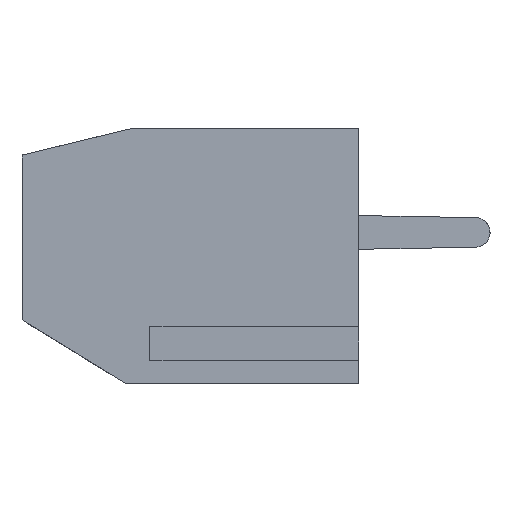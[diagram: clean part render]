
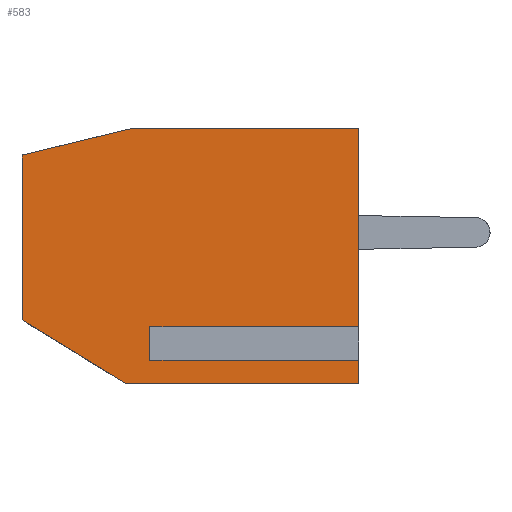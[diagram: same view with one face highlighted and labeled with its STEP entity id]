
A CAD part, left-side view. The second image highlights one B-rep face of the part: STEP entity #583.
In plain terms, the highlighted planar face has unit normal (-1, 0, 0).
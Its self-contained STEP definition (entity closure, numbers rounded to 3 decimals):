
#219 = CARTESIAN_POINT ( 'NONE',  ( 0., 0., 1.482 ) ) ;
#234 = EDGE_CURVE ( 'NONE', #27100, #17463, #2564, .T. ) ;
#583 = ADVANCED_FACE ( 'NONE', ( #11004 ), #11141, .F. ) ;
#655 = EDGE_CURVE ( 'NONE', #15438, #21541, #22293, .T. ) ;
#935 = CARTESIAN_POINT ( 'NONE',  ( 0., 10., 0. ) ) ;
#982 = LINE ( 'NONE', #26313, #24922 ) ;
#1300 = AXIS2_PLACEMENT_3D ( 'NONE', #6517, #13153, #14964 ) ;
#1328 = LINE ( 'NONE', #24569, #26191 ) ;
#1973 = ORIENTED_EDGE ( 'NONE', *, *, #15903, .T. ) ;
#2022 = ORIENTED_EDGE ( 'NONE', *, *, #18497, .T. ) ;
#2564 = LINE ( 'NONE', #4815, #16861 ) ;
#3415 = ORIENTED_EDGE ( 'NONE', *, *, #21753, .F. ) ;
#3595 = DIRECTION ( 'NONE',  ( 0., 0., 1. ) ) ;
#3668 = CARTESIAN_POINT ( 'NONE',  ( 0., 0., 0.918 ) ) ;
#4759 = EDGE_LOOP ( 'NONE', ( #26551, #19897, #3415, #14008, #19678, #24042, #2022, #8887, #1973, #19927 ) ) ;
#4815 = CARTESIAN_POINT ( 'NONE',  ( 0., 6.2, 1.482 ) ) ;
#5273 = LINE ( 'NONE', #935, #23719 ) ;
#5543 = DIRECTION ( 'NONE',  ( 0., 0., 1. ) ) ;
#6092 = VECTOR ( 'NONE', #3595, 1000. ) ;
#6205 = DIRECTION ( 'NONE',  ( 0., -0.972, 0.236 ) ) ;
#6215 = EDGE_CURVE ( 'NONE', #24829, #21541, #7101, .T. ) ;
#6322 = CARTESIAN_POINT ( 'NONE',  ( 0., 0., 0. ) ) ;
#6517 = CARTESIAN_POINT ( 'NONE',  ( 0., 10., 7.6 ) ) ;
#7101 = LINE ( 'NONE', #15588, #20193 ) ;
#7157 = CARTESIAN_POINT ( 'NONE',  ( 0., 6.2, 0.918 ) ) ;
#8345 = DIRECTION ( 'NONE',  ( 0., 0., 1. ) ) ;
#8772 = EDGE_CURVE ( 'NONE', #11677, #15438, #5273, .T. ) ;
#8887 = ORIENTED_EDGE ( 'NONE', *, *, #234, .T. ) ;
#9966 = CARTESIAN_POINT ( 'NONE',  ( 0., 10., 7.6 ) ) ;
#10032 = VERTEX_POINT ( 'NONE', #24752 ) ;
#10712 = VERTEX_POINT ( 'NONE', #12370 ) ;
#11004 = FACE_OUTER_BOUND ( 'NONE', #4759, .T. ) ;
#11141 = PLANE ( 'NONE',  #1300 ) ;
#11677 = VERTEX_POINT ( 'NONE', #17057 ) ;
#11746 = CARTESIAN_POINT ( 'NONE',  ( 0., 0., 7.6 ) ) ;
#11792 = LINE ( 'NONE', #27429, #20468 ) ;
#11954 = EDGE_CURVE ( 'NONE', #24754, #10032, #14520, .T. ) ;
#11956 = VECTOR ( 'NONE', #14656, 1000. ) ;
#11987 = CARTESIAN_POINT ( 'NONE',  ( 0., 0., 7.6 ) ) ;
#12370 = CARTESIAN_POINT ( 'NONE',  ( 0., 0., 7.6 ) ) ;
#12441 = CARTESIAN_POINT ( 'NONE',  ( 0., 10., 6.8 ) ) ;
#12648 = LINE ( 'NONE', #9966, #17245 ) ;
#13153 = DIRECTION ( 'NONE',  ( 1., 0., 0. ) ) ;
#13158 = VERTEX_POINT ( 'NONE', #19469 ) ;
#14008 = ORIENTED_EDGE ( 'NONE', *, *, #8772, .T. ) ;
#14520 = LINE ( 'NONE', #12441, #21367 ) ;
#14656 = DIRECTION ( 'NONE',  ( 0., 0., 1. ) ) ;
#14964 = DIRECTION ( 'NONE',  ( 0., 0., -1. ) ) ;
#15438 = VERTEX_POINT ( 'NONE', #6322 ) ;
#15588 = CARTESIAN_POINT ( 'NONE',  ( 0., 6.2, 0.918 ) ) ;
#15903 = EDGE_CURVE ( 'NONE', #17463, #10712, #22342, .T. ) ;
#16861 = VECTOR ( 'NONE', #23959, 1000. ) ;
#17057 = CARTESIAN_POINT ( 'NONE',  ( 0., 6.9, 0. ) ) ;
#17155 = CARTESIAN_POINT ( 'NONE',  ( 0., 6.2, 1.482 ) ) ;
#17245 = VECTOR ( 'NONE', #8345, 1000. ) ;
#17463 = VERTEX_POINT ( 'NONE', #219 ) ;
#18100 = DIRECTION ( 'NONE',  ( 0., 0.853, 0.523 ) ) ;
#18497 = EDGE_CURVE ( 'NONE', #24829, #27100, #1328, .T. ) ;
#19156 = EDGE_CURVE ( 'NONE', #13158, #24754, #12648, .T. ) ;
#19413 = CARTESIAN_POINT ( 'NONE',  ( 0., 10., 6.8 ) ) ;
#19469 = CARTESIAN_POINT ( 'NONE',  ( 0., 10., 1.9 ) ) ;
#19678 = ORIENTED_EDGE ( 'NONE', *, *, #655, .T. ) ;
#19897 = ORIENTED_EDGE ( 'NONE', *, *, #19156, .F. ) ;
#19927 = ORIENTED_EDGE ( 'NONE', *, *, #25541, .F. ) ;
#20193 = VECTOR ( 'NONE', #24053, 1000. ) ;
#20468 = VECTOR ( 'NONE', #23080, 1000. ) ;
#21367 = VECTOR ( 'NONE', #6205, 1000. ) ;
#21541 = VERTEX_POINT ( 'NONE', #3668 ) ;
#21753 = EDGE_CURVE ( 'NONE', #11677, #13158, #982, .T. ) ;
#22293 = LINE ( 'NONE', #11987, #11956 ) ;
#22342 = LINE ( 'NONE', #11746, #6092 ) ;
#23080 = DIRECTION ( 'NONE',  ( 0., -1., 0. ) ) ;
#23719 = VECTOR ( 'NONE', #24154, 1000. ) ;
#23959 = DIRECTION ( 'NONE',  ( 0., -1., 0. ) ) ;
#24042 = ORIENTED_EDGE ( 'NONE', *, *, #6215, .F. ) ;
#24053 = DIRECTION ( 'NONE',  ( 0., -1., 0. ) ) ;
#24154 = DIRECTION ( 'NONE',  ( 0., -1., 0. ) ) ;
#24569 = CARTESIAN_POINT ( 'NONE',  ( 0., 6.2, 0.918 ) ) ;
#24752 = CARTESIAN_POINT ( 'NONE',  ( 0., 6.7, 7.6 ) ) ;
#24754 = VERTEX_POINT ( 'NONE', #19413 ) ;
#24829 = VERTEX_POINT ( 'NONE', #7157 ) ;
#24922 = VECTOR ( 'NONE', #18100, 1000. ) ;
#25541 = EDGE_CURVE ( 'NONE', #10032, #10712, #11792, .T. ) ;
#26191 = VECTOR ( 'NONE', #5543, 1000. ) ;
#26313 = CARTESIAN_POINT ( 'NONE',  ( 0., 10., 1.9 ) ) ;
#26551 = ORIENTED_EDGE ( 'NONE', *, *, #11954, .F. ) ;
#27100 = VERTEX_POINT ( 'NONE', #17155 ) ;
#27429 = CARTESIAN_POINT ( 'NONE',  ( 0., 10., 7.6 ) ) ;
